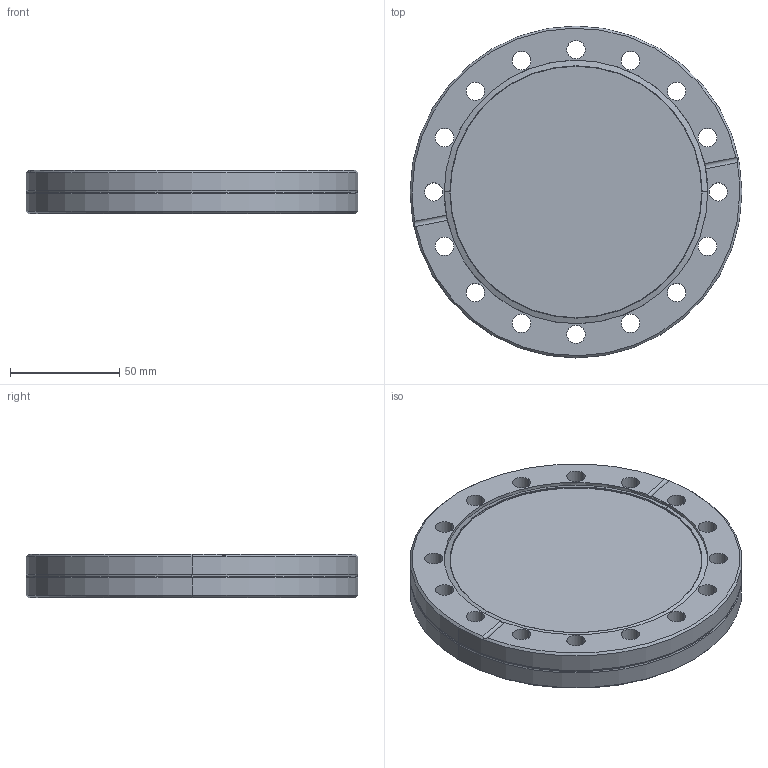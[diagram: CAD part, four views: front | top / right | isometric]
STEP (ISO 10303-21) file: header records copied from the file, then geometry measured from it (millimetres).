
FILE_DESCRIPTION (( 'STEP AP214' ), '1' );
FILE_NAME ('480FBD100.stp', '2017-06-06T07:48:58', ( '' ), ( '' ), 'SwSTEP 2.0', 'SolidWorks 2015', '' );
FILE_SCHEMA (( 'AUTOMOTIVE_DESIGN' ));
Length unit declared in the file: millimetre
Products named in the file (1): 480FBD100
Bounding box: 152 x 152 x 19.8 mm (x, y, z)
Volume: 277011.2 mm3; surface area: 55462.4 mm2
Topology: 1 solids, 2 shells, 68 faces, 172 edges, 108 vertices
Faces by surface type: cylinder 44, cone 10, torus 8, plane 6
Entity records: 2992 total; most frequent: DIRECTION 418, CARTESIAN_POINT 413, ORIENTED_EDGE 344, AXIS2_PLACEMENT_3D 181, EDGE_CURVE 172, CIRCLE 112, VERTEX_POINT 108, EDGE_LOOP 102
